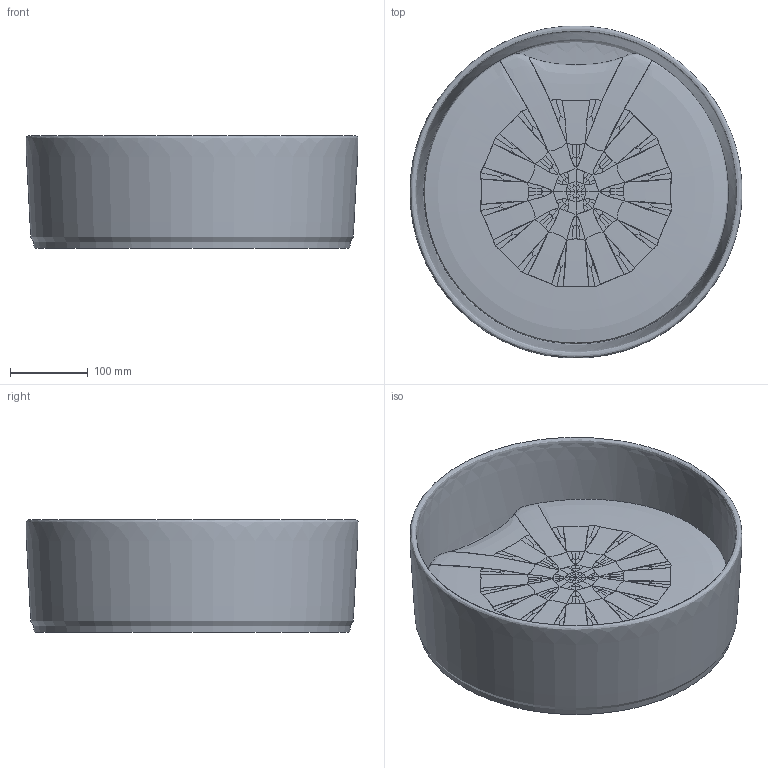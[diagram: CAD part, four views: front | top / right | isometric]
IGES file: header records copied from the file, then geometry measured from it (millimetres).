
Global section: file name: 12H05.ESV; native system: Rhinoceros ( Dec  8 2020 ); preprocessor: Trout Lake IGES 012 Dec  8 2020; date: 250702.181013; units: centimetre
Bounding box: 427.63 x 427.63 x 144.66 mm (x, y, z)
Surface area: 897758.2 mm2 (no closed solid volume)
Topology: 0 solids, 0 shells, 436 faces, 1742 edges, 1741 vertices
Faces by surface type: bspline 436
